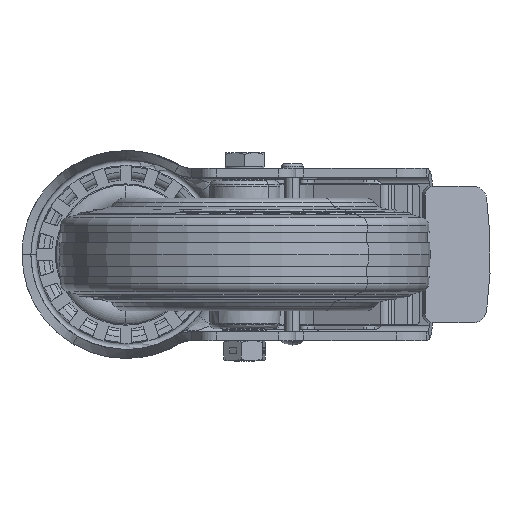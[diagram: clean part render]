
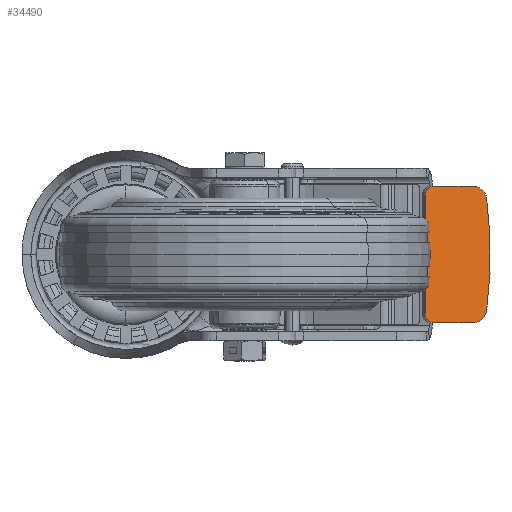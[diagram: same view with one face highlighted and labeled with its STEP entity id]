
A CAD part, front view. The second image highlights one B-rep face of the part: STEP entity #34490.
In plain terms, the highlighted planar face has unit normal (0.409, -0.913, 0).
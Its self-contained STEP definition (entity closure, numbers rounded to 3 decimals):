
#383 = DIRECTION ( 'NONE',  ( 0.913, 0.409, 0. ) ) ;
#1634 = CARTESIAN_POINT ( 'NONE',  ( 121.479, -23.188, 18.725 ) ) ;
#1937 =( BOUNDED_CURVE ( )  B_SPLINE_CURVE ( 3, ( #4159, #4886, #9557, #1634 ),
 .UNSPECIFIED., .F., .F. ) 
 B_SPLINE_CURVE_WITH_KNOTS ( ( 4, 4 ),
 ( 2.429, 3.854 ),
 .UNSPECIFIED. ) 
 CURVE ( )  GEOMETRIC_REPRESENTATION_ITEM ( )  RATIONAL_B_SPLINE_CURVE ( ( 1., 0.838, 0.838, 1. ) ) 
 REPRESENTATION_ITEM ( '' )  );
#2251 = VECTOR ( 'NONE', #3653, 1000. ) ;
#3036 = VERTEX_POINT ( 'NONE', #6230 ) ;
#3361 = EDGE_CURVE ( 'NONE', #34815, #3036, #4183, .T. ) ;
#3469 = LINE ( 'NONE', #3636, #31407 ) ;
#3636 = CARTESIAN_POINT ( 'NONE',  ( 99.944, -32.83, -10. ) ) ;
#3653 = DIRECTION ( 'NONE',  ( 0., 0., -1. ) ) ;
#3723 = ORIENTED_EDGE ( 'NONE', *, *, #10640, .T. ) ;
#3936 = ORIENTED_EDGE ( 'NONE', *, *, #3361, .T. ) ;
#3977 = CARTESIAN_POINT ( 'NONE',  ( 121.479, -23.188, -18.724 ) ) ;
#4159 = CARTESIAN_POINT ( 'NONE',  ( 116.963, -25.21, 23. ) ) ;
#4183 = LINE ( 'NONE', #17567, #2251 ) ;
#4332 = AXIS2_PLACEMENT_3D ( 'NONE', #32234, #29700, #10317 ) ;
#4796 = CARTESIAN_POINT ( 'NONE',  ( 116.964, -25.21, -23. ) ) ;
#4886 = CARTESIAN_POINT ( 'NONE',  ( 119.338, -24.147, 23. ) ) ;
#5375 = CARTESIAN_POINT ( 'NONE',  ( 121.479, -23.188, -18.724 ) ) ;
#5379 = AXIS2_PLACEMENT_3D ( 'NONE', #16860, #30819, #30992 ) ;
#5609 = CARTESIAN_POINT ( 'NONE',  ( 100.819, -32.438, -20. ) ) ;
#5950 = DIRECTION ( 'NONE',  ( 0., 0., 1. ) ) ;
#6178 = VERTEX_POINT ( 'NONE', #6346 ) ;
#6230 = CARTESIAN_POINT ( 'NONE',  ( 100.819, -32.438, 10. ) ) ;
#6346 = CARTESIAN_POINT ( 'NONE',  ( 99.944, -32.83, 10. ) ) ;
#6516 = PLANE ( 'NONE',  #5379 ) ;
#6840 = EDGE_CURVE ( 'NONE', #6178, #3036, #19579, .T. ) ;
#7234 = LINE ( 'NONE', #18258, #26125 ) ;
#7269 = CARTESIAN_POINT ( 'NONE',  ( 103.557, -31.212, -23. ) ) ;
#8588 = CARTESIAN_POINT ( 'NONE',  ( 100.819, -32.438, -20. ) ) ;
#8656 = VERTEX_POINT ( 'NONE', #7269 ) ;
#9388 = EDGE_CURVE ( 'NONE', #8656, #24224, #18173, .T. ) ;
#9549 = CARTESIAN_POINT ( 'NONE',  ( 123.141, -22.444, 6.286 ) ) ;
#9557 = CARTESIAN_POINT ( 'NONE',  ( 121.134, -23.342, 21.299 ) ) ;
#10079 = VECTOR ( 'NONE', #21691, 1000. ) ;
#10317 = DIRECTION ( 'NONE',  ( 0., 0., -1. ) ) ;
#10566 = EDGE_CURVE ( 'NONE', #11580, #11384, #1937, .T. ) ;
#10640 = EDGE_CURVE ( 'NONE', #6178, #25332, #14074, .T. ) ;
#10921 = CARTESIAN_POINT ( 'NONE',  ( 121.479, -23.188, -18.725 ) ) ;
#10988 = CARTESIAN_POINT ( 'NONE',  ( 99.944, -32.83, 10. ) ) ;
#11384 = VERTEX_POINT ( 'NONE', #27018 ) ;
#11419 = CARTESIAN_POINT ( 'NONE',  ( 99.944, -32.83, 10. ) ) ;
#11580 = VERTEX_POINT ( 'NONE', #18262 ) ;
#12344 = AXIS2_PLACEMENT_3D ( 'NONE', #33278, #30583, #16432 ) ;
#14074 = LINE ( 'NONE', #10988, #10079 ) ;
#14403 =( BOUNDED_CURVE ( )  B_SPLINE_CURVE ( 3, ( #21406, #15613, #18509, #4796 ),
 .UNSPECIFIED., .F., .F. ) 
 B_SPLINE_CURVE_WITH_KNOTS ( ( 4, 4 ),
 ( 2.429, 3.854 ),
 .UNSPECIFIED. ) 
 CURVE ( )  GEOMETRIC_REPRESENTATION_ITEM ( )  RATIONAL_B_SPLINE_CURVE ( ( 1., 0.838, 0.838, 1. ) ) 
 REPRESENTATION_ITEM ( '' )  );
#14593 = EDGE_CURVE ( 'NONE', #34815, #29024, #23313, .T. ) ;
#14786 = ORIENTED_EDGE ( 'NONE', *, *, #34521, .F. ) ;
#14870 = CARTESIAN_POINT ( 'NONE',  ( 99.944, -32.83, -10. ) ) ;
#15024 = DIRECTION ( 'NONE',  ( -0.913, -0.409, 0. ) ) ;
#15613 = CARTESIAN_POINT ( 'NONE',  ( 121.134, -23.342, -21.299 ) ) ;
#15859 = CARTESIAN_POINT ( 'NONE',  ( 100.819, -32.438, 20. ) ) ;
#16072 = ORIENTED_EDGE ( 'NONE', *, *, #23198, .F. ) ;
#16432 = DIRECTION ( 'NONE',  ( -0.913, -0.409, 0. ) ) ;
#16701 = DIRECTION ( 'NONE',  ( 0.913, 0.409, 0. ) ) ;
#16827 = EDGE_CURVE ( 'NONE', #25332, #33843, #3469, .T. ) ;
#16860 = CARTESIAN_POINT ( 'NONE',  ( 126.374, -20.996, 23. ) ) ;
#17567 = CARTESIAN_POINT ( 'NONE',  ( 100.819, -32.438, 20. ) ) ;
#17615 = ORIENTED_EDGE ( 'NONE', *, *, #31919, .F. ) ;
#18173 = CIRCLE ( 'NONE', #4332, 3. ) ;
#18258 = CARTESIAN_POINT ( 'NONE',  ( 116.964, -25.21, -23. ) ) ;
#18262 = CARTESIAN_POINT ( 'NONE',  ( 116.963, -25.21, 23. ) ) ;
#18509 = CARTESIAN_POINT ( 'NONE',  ( 119.338, -24.147, -23. ) ) ;
#18518 = ORIENTED_EDGE ( 'NONE', *, *, #9388, .F. ) ;
#18886 = CARTESIAN_POINT ( 'NONE',  ( 121.479, -23.188, -18.725 ) ) ;
#18917 = CARTESIAN_POINT ( 'NONE',  ( 116.964, -25.21, -23. ) ) ;
#19118 = ORIENTED_EDGE ( 'NONE', *, *, #22768, .T. ) ;
#19284 = CARTESIAN_POINT ( 'NONE',  ( 103.557, -31.212, 23. ) ) ;
#19579 = LINE ( 'NONE', #11419, #30569 ) ;
#19666 = EDGE_CURVE ( 'NONE', #24224, #33843, #22743, .T. ) ;
#20006 = ORIENTED_EDGE ( 'NONE', *, *, #14593, .F. ) ;
#20284 = CARTESIAN_POINT ( 'NONE',  ( 116.963, -25.21, 23. ) ) ;
#20462 = LINE ( 'NONE', #20284, #29271 ) ;
#20640 = DIRECTION ( 'NONE',  ( -0.913, -0.409, 0. ) ) ;
#21406 = CARTESIAN_POINT ( 'NONE',  ( 121.479, -23.188, -18.725 ) ) ;
#21441 = B_SPLINE_CURVE_WITH_KNOTS ( 'NONE', 3,
 ( #26660, #10921, #18886, #27399 ),
 .UNSPECIFIED., .F., .F.,
 ( 4, 4 ),
 ( 3.287, 3.287 ),
 .UNSPECIFIED. ) ;
#21691 = DIRECTION ( 'NONE',  ( 0., 0., -1. ) ) ;
#22743 = LINE ( 'NONE', #5609, #26947 ) ;
#22768 = EDGE_CURVE ( 'NONE', #11580, #29024, #20462, .T. ) ;
#22780 = CARTESIAN_POINT ( 'NONE',  ( 121.479, -23.188, 18.725 ) ) ;
#23198 = EDGE_CURVE ( 'NONE', #11384, #35734, #35198, .T. ) ;
#23313 = CIRCLE ( 'NONE', #12344, 3. ) ;
#23496 = ORIENTED_EDGE ( 'NONE', *, *, #16827, .T. ) ;
#24224 = VERTEX_POINT ( 'NONE', #8588 ) ;
#25332 = VERTEX_POINT ( 'NONE', #14870 ) ;
#25344 = FACE_OUTER_BOUND ( 'NONE', #34098, .T. ) ;
#26125 = VECTOR ( 'NONE', #15024, 1000. ) ;
#26660 = CARTESIAN_POINT ( 'NONE',  ( 121.479, -23.188, -18.724 ) ) ;
#26947 = VECTOR ( 'NONE', #5950, 1000. ) ;
#27018 = CARTESIAN_POINT ( 'NONE',  ( 121.479, -23.188, 18.725 ) ) ;
#27399 = CARTESIAN_POINT ( 'NONE',  ( 121.479, -23.188, -18.725 ) ) ;
#27705 = VERTEX_POINT ( 'NONE', #35032 ) ;
#28779 = CARTESIAN_POINT ( 'NONE',  ( 123.141, -22.444, -6.285 ) ) ;
#29024 = VERTEX_POINT ( 'NONE', #19284 ) ;
#29271 = VECTOR ( 'NONE', #20640, 1000. ) ;
#29700 = DIRECTION ( 'NONE',  ( -0.409, 0.913, 0. ) ) ;
#30569 = VECTOR ( 'NONE', #16701, 1000. ) ;
#30583 = DIRECTION ( 'NONE',  ( -0.409, 0.913, 0. ) ) ;
#30819 = DIRECTION ( 'NONE',  ( -0.409, 0.913, 0. ) ) ;
#30992 = DIRECTION ( 'NONE',  ( 0., 0., 1. ) ) ;
#31407 = VECTOR ( 'NONE', #383, 1000. ) ;
#31919 = EDGE_CURVE ( 'NONE', #35734, #27705, #21441, .T. ) ;
#32234 = CARTESIAN_POINT ( 'NONE',  ( 103.557, -31.212, -20. ) ) ;
#32350 = ORIENTED_EDGE ( 'NONE', *, *, #10566, .F. ) ;
#32642 = VERTEX_POINT ( 'NONE', #18917 ) ;
#32874 = EDGE_CURVE ( 'NONE', #27705, #32642, #14403, .T. ) ;
#33278 = CARTESIAN_POINT ( 'NONE',  ( 103.557, -31.212, 20. ) ) ;
#33658 = ORIENTED_EDGE ( 'NONE', *, *, #19666, .F. ) ;
#33843 = VERTEX_POINT ( 'NONE', #34720 ) ;
#34098 = EDGE_LOOP ( 'NONE', ( #23496, #33658, #18518, #14786, #34288, #17615, #16072, #32350, #19118, #20006, #3936, #34556, #3723 ) ) ;
#34288 = ORIENTED_EDGE ( 'NONE', *, *, #32874, .F. ) ;
#34490 = ADVANCED_FACE ( 'NONE', ( #25344 ), #6516, .F. ) ;
#34521 = EDGE_CURVE ( 'NONE', #32642, #8656, #7234, .T. ) ;
#34556 = ORIENTED_EDGE ( 'NONE', *, *, #6840, .F. ) ;
#34720 = CARTESIAN_POINT ( 'NONE',  ( 100.819, -32.438, -10. ) ) ;
#34815 = VERTEX_POINT ( 'NONE', #15859 ) ;
#35032 = CARTESIAN_POINT ( 'NONE',  ( 121.479, -23.188, -18.725 ) ) ;
#35198 =( BOUNDED_CURVE ( )  B_SPLINE_CURVE ( 3, ( #22780, #9549, #28779, #3977 ),
 .UNSPECIFIED., .F., .F. ) 
 B_SPLINE_CURVE_WITH_KNOTS ( ( 4, 4 ),
 ( 2.996, 3.287 ),
 .UNSPECIFIED. ) 
 CURVE ( )  GEOMETRIC_REPRESENTATION_ITEM ( )  RATIONAL_B_SPLINE_CURVE ( ( 1., 0.993, 0.993, 1. ) ) 
 REPRESENTATION_ITEM ( '' )  );
#35734 = VERTEX_POINT ( 'NONE', #5375 ) ;
